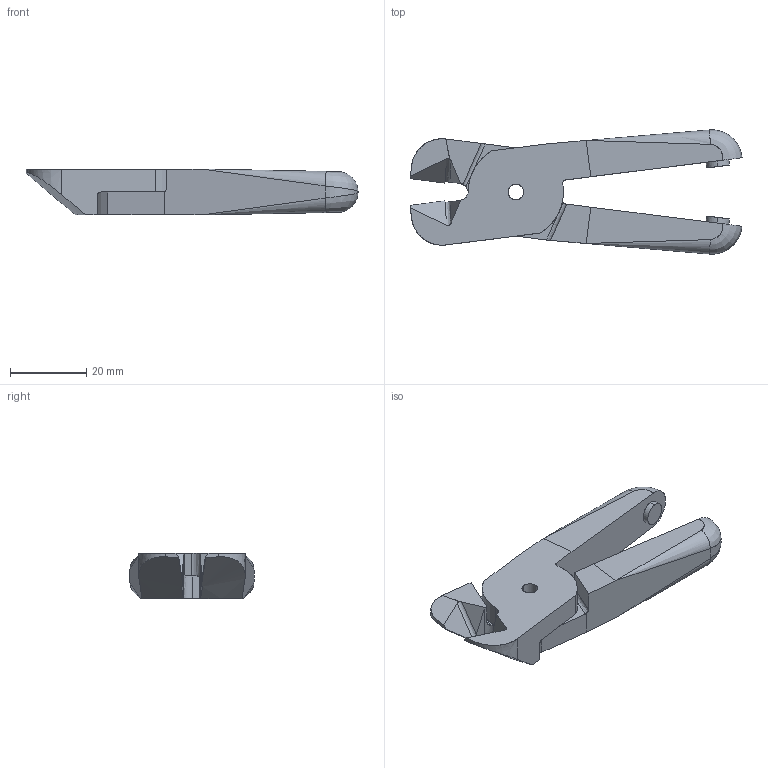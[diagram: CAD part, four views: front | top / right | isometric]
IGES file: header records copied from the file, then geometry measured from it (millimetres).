
Start section: SolidWorks IGES file using analytic representation for surfaces
Global section: file name: N20AG.IGS; native system: SolidWorks 2007; preprocessor: SolidWorks 2007; author: Administrator; date: 070130.113329; units: millimetre
Bounding box: 87.12 x 32.59 x 12 mm (x, y, z)
Surface area: 8155 mm2 (no closed solid volume)
Topology: 0 solids, 0 shells, 76 faces, 1025 edges, 1021 vertices
Faces by surface type: bspline 53, revolution 23
